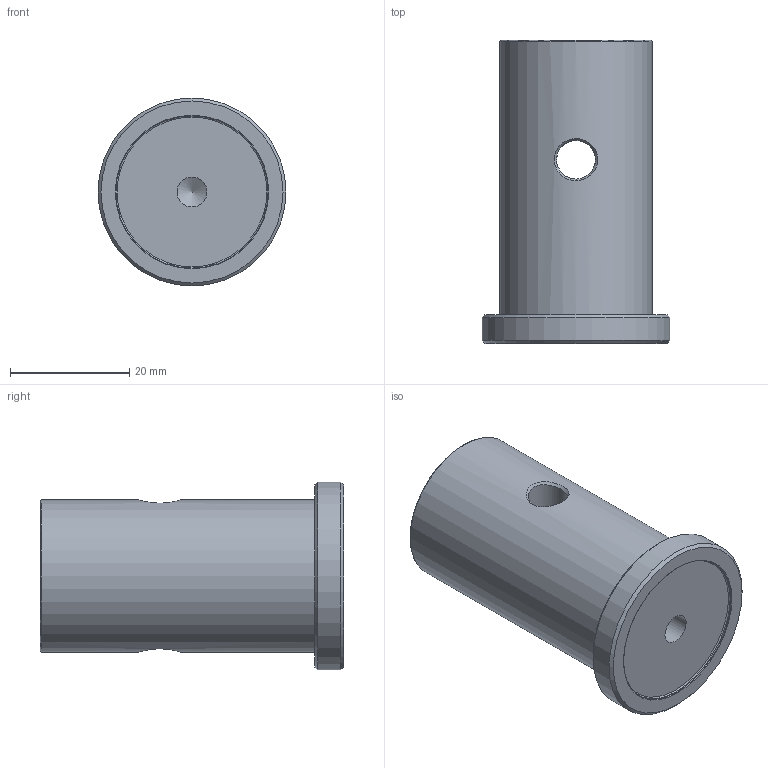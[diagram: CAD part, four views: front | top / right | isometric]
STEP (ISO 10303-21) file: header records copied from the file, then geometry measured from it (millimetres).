
FILE_DESCRIPTION (( 'STEP AP203' ), '1' );
FILE_NAME ('02FHP-2M.STEP', '2023-12-19T03:28:58', ( '' ), ( '' ), 'SwSTEP 2.0', 'SolidWorks 2022', '' );
FILE_SCHEMA (( 'CONFIG_CONTROL_DESIGN' ));
Length unit declared in the file: millimetre
Products named in the file (1): 02FHP-2M
Bounding box: 31.5 x 50.8 x 31.5 mm (x, y, z)
Volume: 25778 mm3; surface area: 6338.4 mm2
Topology: 1 solids, 1 shells, 19 faces, 41 edges, 25 vertices
Faces by surface type: cylinder 6, plane 4, cone 4, torus 3, bspline 2
Full cylindrical faces by diameter (mm): 3.3 x1, 5 x1, 6.5 x1, 25.5 x2, 31.5 x1
Entity records: 840 total; most frequent: CARTESIAN_POINT 451, DIRECTION 66, EDGE_LOOP 38, ORIENTED_EDGE 38, AXIS2_PLACEMENT_3D 33, FACE_OUTER_BOUND 30, ADVANCED_FACE 19, VERTEX_POINT 19
